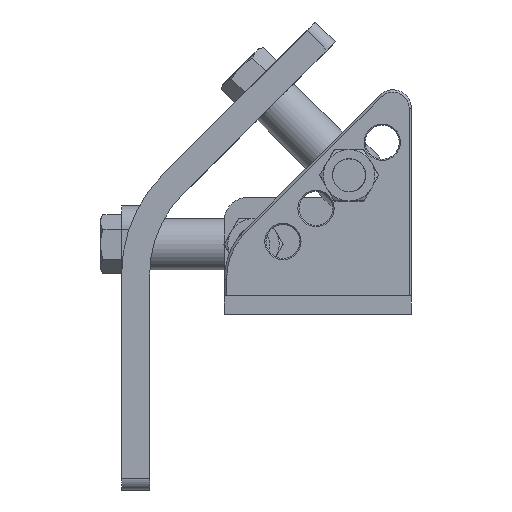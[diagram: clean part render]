
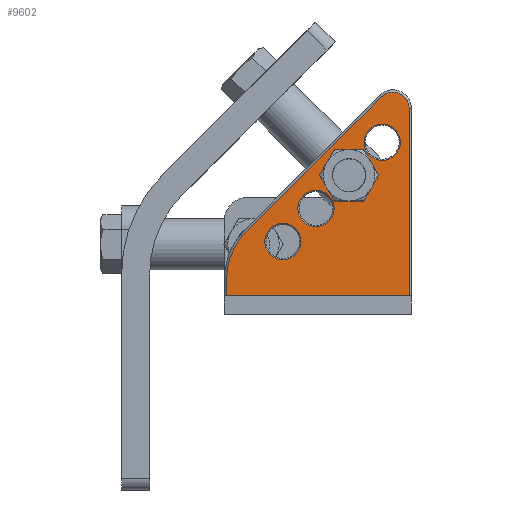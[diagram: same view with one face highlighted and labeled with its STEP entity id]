
A CAD part, front view. The second image highlights one B-rep face of the part: STEP entity #9602.
In plain terms, the highlighted planar face has unit normal (0, -1, 0).
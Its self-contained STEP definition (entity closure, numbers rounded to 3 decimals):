
#417 = DIRECTION ( 'NONE',  ( 0., 1., 0. ) ) ;
#552 = EDGE_LOOP ( 'NONE', ( #14316 ) ) ;
#713 = CARTESIAN_POINT ( 'NONE',  ( -10.343, -5., 15.029 ) ) ;
#842 = CARTESIAN_POINT ( 'NONE',  ( -14.926, -5., 38.924 ) ) ;
#1152 = AXIS2_PLACEMENT_3D ( 'NONE', #3204, #6287, #14555 ) ;
#1234 = VERTEX_POINT ( 'NONE', #6408 ) ;
#1390 = VECTOR ( 'NONE', #8720, 1000. ) ;
#1471 = EDGE_CURVE ( 'NONE', #9714, #16350, #5682, .T. ) ;
#1593 = LINE ( 'NONE', #19075, #4858 ) ;
#1957 = ORIENTED_EDGE ( 'NONE', *, *, #1471, .T. ) ;
#1972 = CARTESIAN_POINT ( 'NONE',  ( -30.607, -5., 35.293 ) ) ;
#2647 = VERTEX_POINT ( 'NONE', #15337 ) ;
#3075 = ORIENTED_EDGE ( 'NONE', *, *, #20952, .T. ) ;
#3204 = CARTESIAN_POINT ( 'NONE',  ( 13.358, -5., 59.458 ) ) ;
#3359 = CIRCLE ( 'NONE', #20413, 7.75 ) ;
#3536 = DIRECTION ( 'NONE',  ( 0., 1., 0. ) ) ;
#3704 = CIRCLE ( 'NONE', #11056, 7.75 ) ;
#3852 = CARTESIAN_POINT ( 'NONE',  ( 13.358, -5., 67.208 ) ) ;
#3871 = DIRECTION ( 'NONE',  ( 0., -1., 0. ) ) ;
#3924 = EDGE_LOOP ( 'NONE', ( #13626, #7770, #3075, #16886, #13913, #1957 ) ) ;
#4420 = VECTOR ( 'NONE', #17802, 1000. ) ;
#4479 = ORIENTED_EDGE ( 'NONE', *, *, #9236, .T. ) ;
#4858 = VECTOR ( 'NONE', #6004, 1000. ) ;
#5682 = LINE ( 'NONE', #18397, #1390 ) ;
#6004 = DIRECTION ( 'NONE',  ( 0., 0., 1. ) ) ;
#6213 = FACE_OUTER_BOUND ( 'NONE', #3924, .T. ) ;
#6242 = CARTESIAN_POINT ( 'NONE',  ( 39., -5., 88. ) ) ;
#6287 = DIRECTION ( 'NONE',  ( 0., 1., 0. ) ) ;
#6387 = EDGE_LOOP ( 'NONE', ( #4479 ) ) ;
#6408 = CARTESIAN_POINT ( 'NONE',  ( -30.607, -5., 35.293 ) ) ;
#6717 = VERTEX_POINT ( 'NONE', #842 ) ;
#6870 = EDGE_LOOP ( 'NONE', ( #8602 ) ) ;
#6940 = DIRECTION ( 'NONE',  ( 0., 0., 1. ) ) ;
#7269 = EDGE_LOOP ( 'NONE', ( #16966 ) ) ;
#7342 = CARTESIAN_POINT ( 'NONE',  ( -0.784, -5., 45.316 ) ) ;
#7770 = ORIENTED_EDGE ( 'NONE', *, *, #9152, .T. ) ;
#8238 = VERTEX_POINT ( 'NONE', #3852 ) ;
#8577 = EDGE_CURVE ( 'NONE', #6717, #6717, #12754, .T. ) ;
#8601 = AXIS2_PLACEMENT_3D ( 'NONE', #17488, #20753, #9220 ) ;
#8602 = ORIENTED_EDGE ( 'NONE', *, *, #16634, .T. ) ;
#8720 = DIRECTION ( 'NONE',  ( 0., 0., -1. ) ) ;
#8726 = AXIS2_PLACEMENT_3D ( 'NONE', #14955, #3536, #6940 ) ;
#8915 = DIRECTION ( 'NONE',  ( 0., 0., 1. ) ) ;
#8976 = FACE_BOUND ( 'NONE', #7269, .T. ) ;
#9035 = DIRECTION ( 'NONE',  ( 0., 0., 1. ) ) ;
#9152 = EDGE_CURVE ( 'NONE', #17125, #20765, #1593, .T. ) ;
#9220 = DIRECTION ( 'NONE',  ( 0., 0., 1. ) ) ;
#9229 = VERTEX_POINT ( 'NONE', #13716 ) ;
#9236 = EDGE_CURVE ( 'NONE', #8238, #8238, #10959, .T. ) ;
#9487 = FACE_BOUND ( 'NONE', #6870, .T. ) ;
#9602 = ADVANCED_FACE ( 'NONE', ( #9487, #9992, #8976, #13287, #6213 ), #14046, .F. ) ;
#9714 = VERTEX_POINT ( 'NONE', #15772 ) ;
#9861 = EDGE_CURVE ( 'NONE', #15560, #1234, #12018, .T. ) ;
#9992 = FACE_BOUND ( 'NONE', #6387, .T. ) ;
#10032 = DIRECTION ( 'NONE',  ( 0., 0., 1. ) ) ;
#10601 = CIRCLE ( 'NONE', #14957, 28.657 ) ;
#10959 = CIRCLE ( 'NONE', #1152, 7.75 ) ;
#11056 = AXIS2_PLACEMENT_3D ( 'NONE', #14935, #417, #17882 ) ;
#11272 = EDGE_CURVE ( 'NONE', #2647, #2647, #3359, .T. ) ;
#11539 = LINE ( 'NONE', #19434, #20416 ) ;
#11585 = CARTESIAN_POINT ( 'NONE',  ( 27.05, -5., 92.95 ) ) ;
#11775 = CARTESIAN_POINT ( 'NONE',  ( 39., -5., 8. ) ) ;
#11995 = CARTESIAN_POINT ( 'NONE',  ( -39., -5., 8. ) ) ;
#12018 = LINE ( 'NONE', #1972, #4420 ) ;
#12148 = DIRECTION ( 'NONE',  ( 0., 1., 0. ) ) ;
#12509 = AXIS2_PLACEMENT_3D ( 'NONE', #19983, #18289, #10032 ) ;
#12754 = CIRCLE ( 'NONE', #8726, 7.75 ) ;
#13287 = FACE_BOUND ( 'NONE', #552, .T. ) ;
#13626 = ORIENTED_EDGE ( 'NONE', *, *, #19583, .F. ) ;
#13716 = CARTESIAN_POINT ( 'NONE',  ( 27.5, -5., 81.351 ) ) ;
#13913 = ORIENTED_EDGE ( 'NONE', *, *, #15094, .T. ) ;
#14046 = PLANE ( 'NONE',  #8601 ) ;
#14316 = ORIENTED_EDGE ( 'NONE', *, *, #8577, .T. ) ;
#14381 = DIRECTION ( 'NONE',  ( -1., 0., 0. ) ) ;
#14555 = DIRECTION ( 'NONE',  ( 0., 0., 1. ) ) ;
#14935 = CARTESIAN_POINT ( 'NONE',  ( 27.5, -5., 73.601 ) ) ;
#14955 = CARTESIAN_POINT ( 'NONE',  ( -14.926, -5., 31.174 ) ) ;
#14957 = AXIS2_PLACEMENT_3D ( 'NONE', #713, #3871, #8915 ) ;
#15094 = EDGE_CURVE ( 'NONE', #1234, #9714, #10601, .T. ) ;
#15337 = CARTESIAN_POINT ( 'NONE',  ( -0.784, -5., 53.066 ) ) ;
#15560 = VERTEX_POINT ( 'NONE', #11585 ) ;
#15772 = CARTESIAN_POINT ( 'NONE',  ( -39., -5., 15.029 ) ) ;
#16350 = VERTEX_POINT ( 'NONE', #11995 ) ;
#16634 = EDGE_CURVE ( 'NONE', #9229, #9229, #3704, .T. ) ;
#16886 = ORIENTED_EDGE ( 'NONE', *, *, #9861, .T. ) ;
#16966 = ORIENTED_EDGE ( 'NONE', *, *, #11272, .T. ) ;
#17125 = VERTEX_POINT ( 'NONE', #11775 ) ;
#17488 = CARTESIAN_POINT ( 'NONE',  ( -10.343, -5., 15.029 ) ) ;
#17802 = DIRECTION ( 'NONE',  ( -0.707, 0., -0.707 ) ) ;
#17882 = DIRECTION ( 'NONE',  ( 0., 0., 1. ) ) ;
#18289 = DIRECTION ( 'NONE',  ( 0., -1., 0. ) ) ;
#18397 = CARTESIAN_POINT ( 'NONE',  ( -39., -5., 15.029 ) ) ;
#19075 = CARTESIAN_POINT ( 'NONE',  ( 39., -5., 15.029 ) ) ;
#19111 = CIRCLE ( 'NONE', #12509, 7. ) ;
#19434 = CARTESIAN_POINT ( 'NONE',  ( 40., -5., 8. ) ) ;
#19583 = EDGE_CURVE ( 'NONE', #17125, #16350, #11539, .T. ) ;
#19983 = CARTESIAN_POINT ( 'NONE',  ( 32., -5., 88. ) ) ;
#20413 = AXIS2_PLACEMENT_3D ( 'NONE', #7342, #12148, #9035 ) ;
#20416 = VECTOR ( 'NONE', #14381, 1000. ) ;
#20753 = DIRECTION ( 'NONE',  ( 0., 1., 0. ) ) ;
#20765 = VERTEX_POINT ( 'NONE', #6242 ) ;
#20952 = EDGE_CURVE ( 'NONE', #20765, #15560, #19111, .T. ) ;
